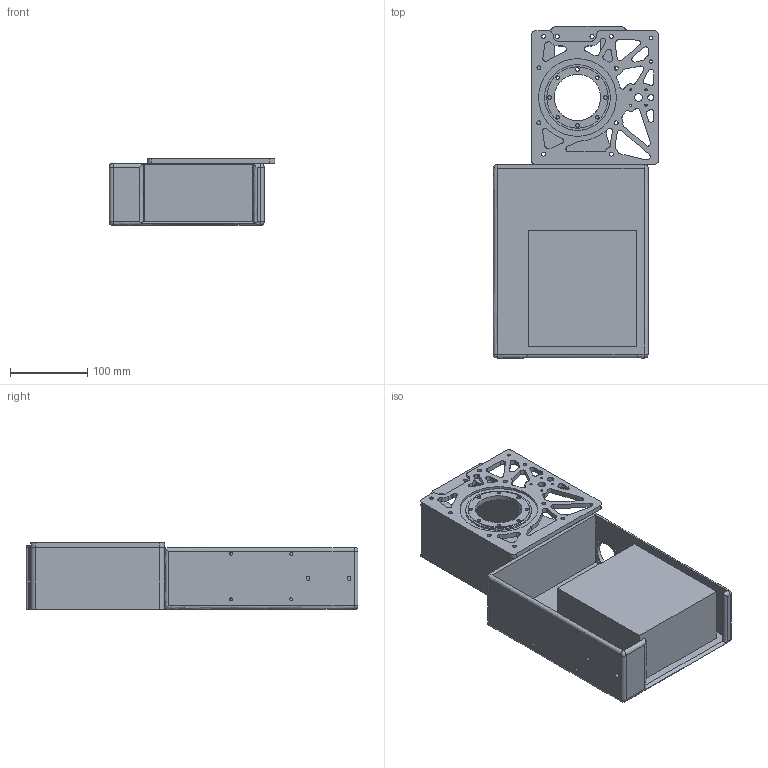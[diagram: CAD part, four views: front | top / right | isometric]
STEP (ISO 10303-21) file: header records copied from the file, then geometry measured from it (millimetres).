
FILE_DESCRIPTION(/* description */ ('STEP AP242 Edition 2','CAx-IF Rec.Pracs.---Representation and Presentation of Product Manufacturing Information (PMI)---4.0---2014-10-13','CAx-IF Rec.Pracs.---3D Tessellated Geometry---0.4---2014-09-14','2;1','CAx-IF Rec.Pracs.---User Defined Attributes---1.5---2016-08-15'),/* implementation_level */ '2;1');
FILE_NAME(/* name */ '6959d4d01df1aa22cff6737d',/* time_stamp */ '2026-01-04T02:47:44Z',/* author */ (''),/* organization */ (''),/* preprocessor_version */ 'ST-DEVELOPER v20',/* originating_system */ 'ONSHAPE BY PTC INC, 1.208',/* authorisation */ ' ');
FILE_SCHEMA (('AP242_MANAGED_MODEL_BASED_3D_ENGINEERING_MIM_LF { 1 0 10303 442 3 1 4 }'));
Length unit declared in the file: metre
Products named in the file (5): Part 3; Part 2; Electircal mount; TSA-25-P-1001 Gantry Cart; Power Supply
Bounding box: 213.82 x 429 x 86.35 mm (x, y, z)
Volume: 3128393.1 mm3; surface area: 450415.8 mm2
Topology: 5 solids, 5 shells, 262 faces, 725 edges, 476 vertices
Faces by surface type: cylinder 153, plane 91, bspline 18
Full cylindrical faces by diameter (mm): 2.9 x3, 4 x8, 4.4 x9, 5 x15, 5.25 x2, 10 x1, 36 x1, 60 x1, 79.5 x1, 85 x1, 100.5 x1
Entity records: 10088 total; most frequent: CARTESIAN_POINT 3078, DIRECTION 1438, ORIENTED_EDGE 1362, EDGE_CURVE 681, AXIS2_PLACEMENT_3D 555, VERTEX_POINT 475, EDGE_LOOP 418, FACE_BOUND 418
